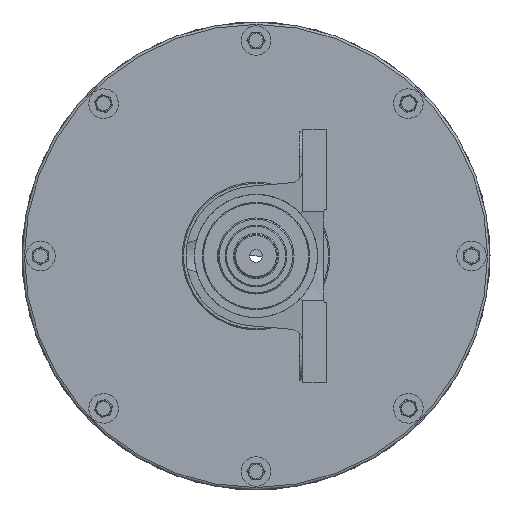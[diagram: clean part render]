
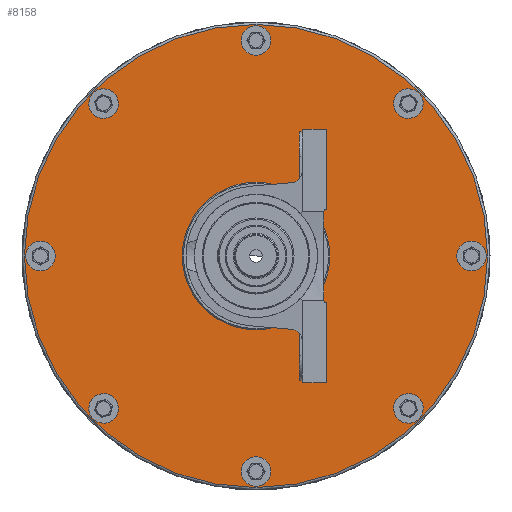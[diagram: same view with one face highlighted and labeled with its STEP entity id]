
A CAD part, left-side view. The second image highlights one B-rep face of the part: STEP entity #8158.
In plain terms, the highlighted planar face has unit normal (-1, 0, 0).
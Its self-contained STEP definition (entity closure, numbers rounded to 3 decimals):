
#446=FACE_BOUND('',#2129,.T.);
#447=FACE_BOUND('',#2130,.T.);
#448=FACE_BOUND('',#2131,.T.);
#449=FACE_BOUND('',#2132,.T.);
#450=FACE_BOUND('',#2133,.T.);
#451=FACE_BOUND('',#2134,.T.);
#452=FACE_BOUND('',#2135,.T.);
#453=FACE_BOUND('',#2136,.T.);
#454=FACE_BOUND('',#2137,.T.);
#668=PLANE('',#8938);
#1568=FACE_OUTER_BOUND('',#2128,.T.);
#2128=EDGE_LOOP('',(#6987));
#2129=EDGE_LOOP('',(#6988));
#2130=EDGE_LOOP('',(#6989));
#2131=EDGE_LOOP('',(#6990));
#2132=EDGE_LOOP('',(#6991));
#2133=EDGE_LOOP('',(#6992));
#2134=EDGE_LOOP('',(#6993));
#2135=EDGE_LOOP('',(#6994));
#2136=EDGE_LOOP('',(#6995));
#2137=EDGE_LOOP('',(#6996));
#2513=CIRCLE('',#8696,60.);
#2519=CIRCLE('',#8710,12.);
#2522=CIRCLE('',#8715,12.);
#2525=CIRCLE('',#8720,12.);
#2528=CIRCLE('',#8725,12.);
#2531=CIRCLE('',#8730,12.);
#2534=CIRCLE('',#8735,12.);
#2537=CIRCLE('',#8740,12.);
#2540=CIRCLE('',#8745,12.);
#2605=CIRCLE('',#8939,188.);
#4026=VERTEX_POINT('',#12739);
#4032=VERTEX_POINT('',#12764);
#4035=VERTEX_POINT('',#12773);
#4038=VERTEX_POINT('',#12782);
#4041=VERTEX_POINT('',#12791);
#4044=VERTEX_POINT('',#12800);
#4047=VERTEX_POINT('',#12809);
#4050=VERTEX_POINT('',#12818);
#4053=VERTEX_POINT('',#12827);
#4214=VERTEX_POINT('',#13583);
#4865=EDGE_CURVE('',#4026,#4026,#2513,.T.);
#4876=EDGE_CURVE('',#4032,#4032,#2519,.T.);
#4880=EDGE_CURVE('',#4035,#4035,#2522,.T.);
#4884=EDGE_CURVE('',#4038,#4038,#2525,.T.);
#4888=EDGE_CURVE('',#4041,#4041,#2528,.T.);
#4892=EDGE_CURVE('',#4044,#4044,#2531,.T.);
#4896=EDGE_CURVE('',#4047,#4047,#2534,.T.);
#4900=EDGE_CURVE('',#4050,#4050,#2537,.T.);
#4904=EDGE_CURVE('',#4053,#4053,#2540,.T.);
#5177=EDGE_CURVE('',#4214,#4214,#2605,.T.);
#6987=ORIENTED_EDGE('',*,*,#5177,.T.);
#6988=ORIENTED_EDGE('',*,*,#4865,.T.);
#6989=ORIENTED_EDGE('',*,*,#4876,.T.);
#6990=ORIENTED_EDGE('',*,*,#4880,.T.);
#6991=ORIENTED_EDGE('',*,*,#4884,.T.);
#6992=ORIENTED_EDGE('',*,*,#4888,.T.);
#6993=ORIENTED_EDGE('',*,*,#4892,.T.);
#6994=ORIENTED_EDGE('',*,*,#4896,.T.);
#6995=ORIENTED_EDGE('',*,*,#4900,.T.);
#6996=ORIENTED_EDGE('',*,*,#4904,.T.);
#8158=ADVANCED_FACE('',(#1568,#446,#447,#448,#449,#450,#451,#452,#453,#454),
#668,.F.);
#8696=AXIS2_PLACEMENT_3D('',#12741,#10139,#10140);
#8710=AXIS2_PLACEMENT_3D('',#12766,#10172,#10173);
#8715=AXIS2_PLACEMENT_3D('',#12775,#10183,#10184);
#8720=AXIS2_PLACEMENT_3D('',#12784,#10194,#10195);
#8725=AXIS2_PLACEMENT_3D('',#12793,#10205,#10206);
#8730=AXIS2_PLACEMENT_3D('',#12802,#10216,#10217);
#8735=AXIS2_PLACEMENT_3D('',#12811,#10227,#10228);
#8740=AXIS2_PLACEMENT_3D('',#12820,#10238,#10239);
#8745=AXIS2_PLACEMENT_3D('',#12829,#10249,#10250);
#8938=AXIS2_PLACEMENT_3D('',#13582,#10747,#10748);
#8939=AXIS2_PLACEMENT_3D('',#13584,#10749,#10750);
#10139=DIRECTION('center_axis',(1.,0.,0.));
#10140=DIRECTION('ref_axis',(0.,1.,0.));
#10172=DIRECTION('center_axis',(1.,0.,0.));
#10173=DIRECTION('ref_axis',(0.,0.677,-0.736));
#10183=DIRECTION('center_axis',(1.,0.,0.));
#10184=DIRECTION('ref_axis',(0.,-0.042,
-0.999));
#10194=DIRECTION('center_axis',(1.,0.,0.));
#10195=DIRECTION('ref_axis',(0.,-0.736,-0.677));
#10205=DIRECTION('center_axis',(1.,0.,0.));
#10206=DIRECTION('ref_axis',(0.,-0.999,0.042));
#10216=DIRECTION('center_axis',(1.,0.,0.));
#10217=DIRECTION('ref_axis',(0.,-0.677,0.736));
#10227=DIRECTION('center_axis',(1.,0.,0.));
#10228=DIRECTION('ref_axis',(0.,0.042,0.999));
#10238=DIRECTION('center_axis',(1.,0.,0.));
#10239=DIRECTION('ref_axis',(0.,0.736,0.677));
#10249=DIRECTION('center_axis',(1.,0.,0.));
#10250=DIRECTION('ref_axis',(0.,0.999,-0.042));
#10747=DIRECTION('center_axis',(1.,0.,0.));
#10748=DIRECTION('ref_axis',(0.,0.,
1.));
#10749=DIRECTION('center_axis',(-1.,0.,0.));
#10750=DIRECTION('ref_axis',(0.,0.,
-1.));
#12739=CARTESIAN_POINT('',(-442.85,-60.,0.));
#12741=CARTESIAN_POINT('Origin',(-442.85,0.,
0.));
#12764=CARTESIAN_POINT('',(-442.85,115.62,132.576));
#12766=CARTESIAN_POINT('Origin',(-442.85,123.744,123.744));
#12773=CARTESIAN_POINT('',(-442.85,175.501,11.99));
#12775=CARTESIAN_POINT('Origin',(-442.85,175.,0.));
#12782=CARTESIAN_POINT('',(-442.85,132.576,-115.62));
#12784=CARTESIAN_POINT('Origin',(-442.85,123.744,-123.744));
#12791=CARTESIAN_POINT('',(-442.85,11.99,-175.501));
#12793=CARTESIAN_POINT('Origin',(-442.85,0.,
-175.));
#12800=CARTESIAN_POINT('',(-442.85,-115.62,-132.576));
#12802=CARTESIAN_POINT('Origin',(-442.85,-123.744,-123.744));
#12809=CARTESIAN_POINT('',(-442.85,-175.501,-11.99));
#12811=CARTESIAN_POINT('Origin',(-442.85,-175.,0.));
#12818=CARTESIAN_POINT('',(-442.85,-132.576,115.62));
#12820=CARTESIAN_POINT('Origin',(-442.85,-123.744,123.744));
#12827=CARTESIAN_POINT('',(-442.85,-11.99,175.501));
#12829=CARTESIAN_POINT('Origin',(-442.85,0.,
175.));
#13582=CARTESIAN_POINT('Origin',(-442.85,0.,
44.8));
#13583=CARTESIAN_POINT('',(-442.85,0.,188.));
#13584=CARTESIAN_POINT('Origin',(-442.85,0.,
0.));
